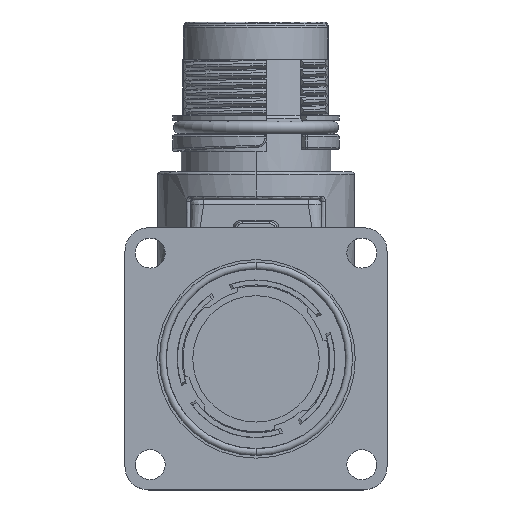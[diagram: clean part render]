
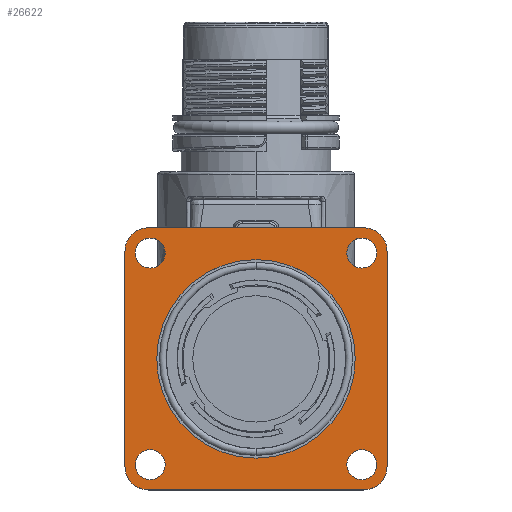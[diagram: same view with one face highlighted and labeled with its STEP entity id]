
A CAD part, top view. The second image highlights one B-rep face of the part: STEP entity #26622.
In plain terms, the highlighted planar face has unit normal (0, 0, 1).
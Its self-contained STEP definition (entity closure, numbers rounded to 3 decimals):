
#3863=CARTESIAN_POINT('',(11.5,-31.5,22.1));
#3864=DIRECTION('',(0.,0.,1.));
#3865=DIRECTION('',(0.,-1.,0.));
#3866=AXIS2_PLACEMENT_3D('',#3863,#3864,#3865);
#3868=DIRECTION('',(1.,0.,0.));
#3869=VECTOR('',#3868,23.);
#3870=CARTESIAN_POINT('',(-11.5,-34.,22.1));
#3871=LINE('',#3870,#3869);
#3872=CARTESIAN_POINT('',(-11.5,-31.5,22.1));
#3873=DIRECTION('',(0.,0.,1.));
#3874=DIRECTION('',(-1.,0.,0.));
#3875=AXIS2_PLACEMENT_3D('',#3872,#3873,#3874);
#3877=DIRECTION('',(0.,-1.,0.));
#3878=VECTOR('',#3877,23.);
#3879=CARTESIAN_POINT('',(-14.,-8.5,22.1));
#3880=LINE('',#3879,#3878);
#3881=CARTESIAN_POINT('',(-11.5,-8.5,22.1));
#3882=DIRECTION('',(0.,0.,1.));
#3883=DIRECTION('',(0.,1.,0.));
#3884=AXIS2_PLACEMENT_3D('',#3881,#3882,#3883);
#3886=DIRECTION('',(-1.,0.,0.));
#3887=VECTOR('',#3886,23.);
#3888=CARTESIAN_POINT('',(11.5,-6.,22.1));
#3889=LINE('',#3888,#3887);
#3890=CARTESIAN_POINT('',(11.5,-8.5,22.1));
#3891=DIRECTION('',(0.,0.,1.));
#3892=DIRECTION('',(1.,0.,0.));
#3893=AXIS2_PLACEMENT_3D('',#3890,#3891,#3892);
#3895=DIRECTION('',(0.,1.,0.));
#3896=VECTOR('',#3895,23.);
#3897=CARTESIAN_POINT('',(14.,-31.5,22.1));
#3898=LINE('',#3897,#3896);
#3899=CARTESIAN_POINT('',(0.,-20.,22.1));
#3900=DIRECTION('',(0.,0.,1.));
#3901=DIRECTION('',(0.,-1.,0.));
#3902=AXIS2_PLACEMENT_3D('',#3899,#3900,#3901);
#3904=CARTESIAN_POINT('',(0.,-20.,22.1));
#3905=DIRECTION('',(0.,0.,1.));
#3906=DIRECTION('',(0.,1.,0.));
#3907=AXIS2_PLACEMENT_3D('',#3904,#3905,#3906);
#3909=CARTESIAN_POINT('',(11.3,-31.3,22.1));
#3910=DIRECTION('',(0.,0.,-1.));
#3911=DIRECTION('',(0.,-1.,0.));
#3912=AXIS2_PLACEMENT_3D('',#3909,#3910,#3911);
#3914=CARTESIAN_POINT('',(11.3,-31.3,22.1));
#3915=DIRECTION('',(0.,0.,-1.));
#3916=DIRECTION('',(0.,1.,0.));
#3917=AXIS2_PLACEMENT_3D('',#3914,#3915,#3916);
#3919=CARTESIAN_POINT('',(11.3,-8.7,22.1));
#3920=DIRECTION('',(0.,0.,-1.));
#3921=DIRECTION('',(0.,-1.,0.));
#3922=AXIS2_PLACEMENT_3D('',#3919,#3920,#3921);
#3924=CARTESIAN_POINT('',(11.3,-8.7,22.1));
#3925=DIRECTION('',(0.,0.,-1.));
#3926=DIRECTION('',(0.,1.,0.));
#3927=AXIS2_PLACEMENT_3D('',#3924,#3925,#3926);
#3929=CARTESIAN_POINT('',(-11.3,-8.7,22.1));
#3930=DIRECTION('',(0.,0.,-1.));
#3931=DIRECTION('',(0.,-1.,0.));
#3932=AXIS2_PLACEMENT_3D('',#3929,#3930,#3931);
#3934=CARTESIAN_POINT('',(-11.3,-8.7,22.1));
#3935=DIRECTION('',(0.,0.,-1.));
#3936=DIRECTION('',(0.,1.,0.));
#3937=AXIS2_PLACEMENT_3D('',#3934,#3935,#3936);
#3939=CARTESIAN_POINT('',(-11.3,-31.3,22.1));
#3940=DIRECTION('',(0.,0.,-1.));
#3941=DIRECTION('',(0.,-1.,0.));
#3942=AXIS2_PLACEMENT_3D('',#3939,#3940,#3941);
#3944=CARTESIAN_POINT('',(-11.3,-31.3,22.1));
#3945=DIRECTION('',(0.,0.,-1.));
#3946=DIRECTION('',(0.,1.,0.));
#3947=AXIS2_PLACEMENT_3D('',#3944,#3945,#3946);
#20587=CARTESIAN_POINT('',(11.5,-34.,22.1));
#20588=CARTESIAN_POINT('',(14.,-31.5,22.1));
#20589=VERTEX_POINT('',#20587);
#20590=VERTEX_POINT('',#20588);
#20591=CARTESIAN_POINT('',(14.,-8.5,22.1));
#20592=CARTESIAN_POINT('',(11.5,-6.,22.1));
#20593=VERTEX_POINT('',#20591);
#20594=VERTEX_POINT('',#20592);
#20595=CARTESIAN_POINT('',(-14.,-31.5,22.1));
#20596=CARTESIAN_POINT('',(-11.5,-34.,22.1));
#20597=VERTEX_POINT('',#20595);
#20598=VERTEX_POINT('',#20596);
#20599=CARTESIAN_POINT('',(-11.5,-6.,22.1));
#20600=CARTESIAN_POINT('',(-14.,-8.5,22.1));
#20601=VERTEX_POINT('',#20599);
#20602=VERTEX_POINT('',#20600);
#20603=CARTESIAN_POINT('',(11.3,-32.9,22.1));
#20604=CARTESIAN_POINT('',(11.3,-29.7,22.1));
#20605=VERTEX_POINT('',#20603);
#20606=VERTEX_POINT('',#20604);
#20607=CARTESIAN_POINT('',(11.3,-10.3,22.1));
#20608=CARTESIAN_POINT('',(11.3,-7.1,22.1));
#20609=VERTEX_POINT('',#20607);
#20610=VERTEX_POINT('',#20608);
#20611=CARTESIAN_POINT('',(-11.3,-10.3,22.1));
#20612=CARTESIAN_POINT('',(-11.3,-7.1,22.1));
#20613=VERTEX_POINT('',#20611);
#20614=VERTEX_POINT('',#20612);
#20615=CARTESIAN_POINT('',(-11.3,-32.9,22.1));
#20616=CARTESIAN_POINT('',(-11.3,-29.7,22.1));
#20617=VERTEX_POINT('',#20615);
#20618=VERTEX_POINT('',#20616);
#20981=CARTESIAN_POINT('',(0.,-30.6,22.1));
#20982=CARTESIAN_POINT('',(0.,-9.4,22.1));
#20983=VERTEX_POINT('',#20981);
#20984=VERTEX_POINT('',#20982);
#26571=CARTESIAN_POINT('',(0.,-20.,22.1));
#26572=DIRECTION('',(0.,0.,-1.));
#26573=DIRECTION('',(0.,-1.,0.));
#26574=AXIS2_PLACEMENT_3D('',#26571,#26572,#26573);
#26575=PLANE('',#26574);
#26577=ORIENTED_EDGE('',*,*,#26576,.F.);
#26579=ORIENTED_EDGE('',*,*,#26578,.F.);
#26581=ORIENTED_EDGE('',*,*,#26580,.F.);
#26583=ORIENTED_EDGE('',*,*,#26582,.F.);
#26585=ORIENTED_EDGE('',*,*,#26584,.F.);
#26587=ORIENTED_EDGE('',*,*,#26586,.F.);
#26589=ORIENTED_EDGE('',*,*,#26588,.F.);
#26591=ORIENTED_EDGE('',*,*,#26590,.F.);
#26592=EDGE_LOOP('',(#26577,#26579,#26581,#26583,#26585,#26587,#26589,#26591));
#26593=FACE_OUTER_BOUND('',#26592,.F.);
#26595=ORIENTED_EDGE('',*,*,#26594,.T.);
#26597=ORIENTED_EDGE('',*,*,#26596,.T.);
#26598=EDGE_LOOP('',(#26595,#26597));
#26599=FACE_BOUND('',#26598,.F.);
#26601=ORIENTED_EDGE('',*,*,#26600,.F.);
#26603=ORIENTED_EDGE('',*,*,#26602,.F.);
#26604=EDGE_LOOP('',(#26601,#26603));
#26605=FACE_BOUND('',#26604,.F.);
#26606=ORIENTED_EDGE('',*,*,#26551,.F.);
#26607=ORIENTED_EDGE('',*,*,#26565,.F.);
#26608=EDGE_LOOP('',(#26606,#26607));
#26609=FACE_BOUND('',#26608,.F.);
#26611=ORIENTED_EDGE('',*,*,#26610,.F.);
#26613=ORIENTED_EDGE('',*,*,#26612,.F.);
#26614=EDGE_LOOP('',(#26611,#26613));
#26615=FACE_BOUND('',#26614,.F.);
#26617=ORIENTED_EDGE('',*,*,#26616,.F.);
#26619=ORIENTED_EDGE('',*,*,#26618,.F.);
#26620=EDGE_LOOP('',(#26617,#26619));
#26621=FACE_BOUND('',#26620,.F.);
#26622=ADVANCED_FACE('',(#26593,#26599,#26605,#26609,#26615,#26621),#26575,.F.);
#3867=CIRCLE('',#3866,2.5);
#3876=CIRCLE('',#3875,2.5);
#3885=CIRCLE('',#3884,2.5);
#3894=CIRCLE('',#3893,2.5);
#3903=CIRCLE('',#3902,10.6);
#3908=CIRCLE('',#3907,10.6);
#3913=CIRCLE('',#3912,1.6);
#3918=CIRCLE('',#3917,1.6);
#3923=CIRCLE('',#3922,1.6);
#3928=CIRCLE('',#3927,1.6);
#3933=CIRCLE('',#3932,1.6);
#3938=CIRCLE('',#3937,1.6);
#3943=CIRCLE('',#3942,1.6);
#3948=CIRCLE('',#3947,1.6);
#26551=EDGE_CURVE('',#20609,#20610,#3923,.T.);
#26565=EDGE_CURVE('',#20610,#20609,#3928,.T.);
#26576=EDGE_CURVE('',#20589,#20590,#3867,.T.);
#26578=EDGE_CURVE('',#20598,#20589,#3871,.T.);
#26580=EDGE_CURVE('',#20597,#20598,#3876,.T.);
#26582=EDGE_CURVE('',#20602,#20597,#3880,.T.);
#26584=EDGE_CURVE('',#20601,#20602,#3885,.T.);
#26586=EDGE_CURVE('',#20594,#20601,#3889,.T.);
#26588=EDGE_CURVE('',#20593,#20594,#3894,.T.);
#26590=EDGE_CURVE('',#20590,#20593,#3898,.T.);
#26594=EDGE_CURVE('',#20983,#20984,#3903,.T.);
#26596=EDGE_CURVE('',#20984,#20983,#3908,.T.);
#26600=EDGE_CURVE('',#20605,#20606,#3913,.T.);
#26602=EDGE_CURVE('',#20606,#20605,#3918,.T.);
#26610=EDGE_CURVE('',#20613,#20614,#3933,.T.);
#26612=EDGE_CURVE('',#20614,#20613,#3938,.T.);
#26616=EDGE_CURVE('',#20617,#20618,#3943,.T.);
#26618=EDGE_CURVE('',#20618,#20617,#3948,.T.);
